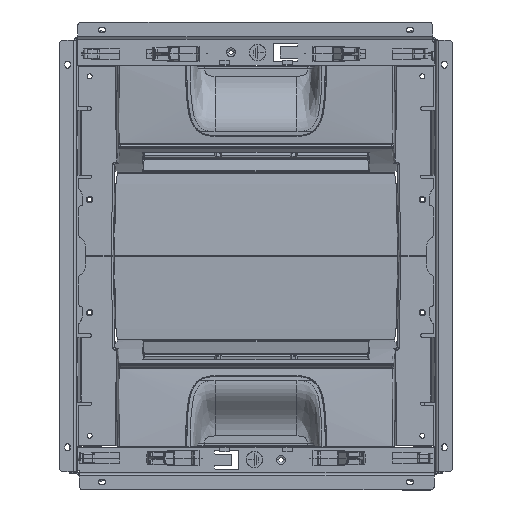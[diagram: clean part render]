
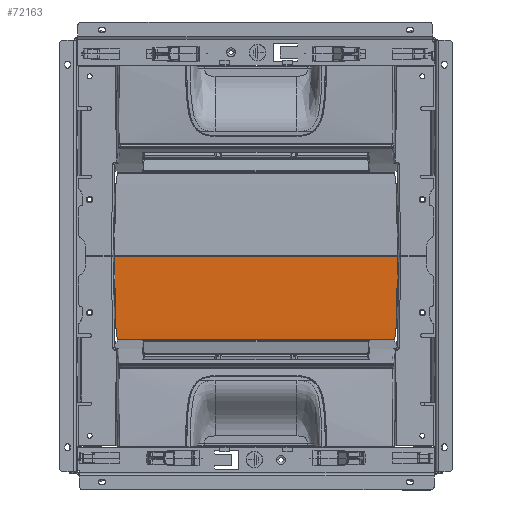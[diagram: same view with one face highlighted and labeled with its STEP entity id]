
A CAD part, top view. The second image highlights one B-rep face of the part: STEP entity #72163.
In plain terms, the highlighted cylindrical face has radius 700 mm (diameter 1400 mm), a partial arc.
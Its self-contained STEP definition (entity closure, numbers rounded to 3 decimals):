
#72123=AXIS2_PLACEMENT_3D('Cylinder Axis2P3D',#72120,#72121,#72122) ;
#65641=CARTESIAN_POINT('Vertex',(-49.988,83.465,2.213)) ;
#65645=CARTESIAN_POINT('Control Point',(-43.606,83.808,2.64)) ;
#65646=CARTESIAN_POINT('Control Point',(-45.734,83.694,2.508)) ;
#65647=CARTESIAN_POINT('Control Point',(-47.862,83.58,2.365)) ;
#65648=CARTESIAN_POINT('Control Point',(-49.988,83.465,2.213)) ;
#65649=CARTESIAN_POINT('Vertex',(-43.606,83.808,2.64)) ;
#66337=CARTESIAN_POINT('Vertex',(-49.988,-83.465,2.213)) ;
#66340=CARTESIAN_POINT('Line Origine',(-49.988,-2.401,2.213)) ;
#68650=CARTESIAN_POINT('Vertex',(-0.2,85.098,4.)) ;
#68659=CARTESIAN_POINT('Vertex',(-43.606,84.316,2.64)) ;
#68663=CARTESIAN_POINT('Control Point',(-43.606,84.316,2.64)) ;
#68664=CARTESIAN_POINT('Control Point',(-35.044,84.475,3.175)) ;
#68665=CARTESIAN_POINT('Control Point',(-26.473,84.632,3.578)) ;
#68666=CARTESIAN_POINT('Control Point',(-17.896,84.787,3.85)) ;
#68667=CARTESIAN_POINT('Control Point',(-9.209,84.941,3.992)) ;
#68668=CARTESIAN_POINT('Control Point',(-0.522,85.093,4.)) ;
#68669=CARTESIAN_POINT('Control Point',(-0.415,85.095,4.)) ;
#68670=CARTESIAN_POINT('Control Point',(-0.307,85.096,4.)) ;
#68671=CARTESIAN_POINT('Control Point',(-0.2,85.098,4.)) ;
#71605=CARTESIAN_POINT('Line Origine',(-43.606,84.062,2.64)) ;
#72120=CARTESIAN_POINT('Axis2P3D Location',(0.,43.75,-696.)) ;
#72126=CARTESIAN_POINT('Control Point',(-43.606,-83.808,2.64)) ;
#72127=CARTESIAN_POINT('Control Point',(-45.734,-83.694,2.508)) ;
#72128=CARTESIAN_POINT('Control Point',(-47.862,-83.58,2.365)) ;
#72129=CARTESIAN_POINT('Control Point',(-49.988,-83.465,2.213)) ;
#72130=CARTESIAN_POINT('Vertex',(-43.606,-83.808,2.64)) ;
#72133=CARTESIAN_POINT('Line Origine',(-43.606,43.75,2.64)) ;
#72137=CARTESIAN_POINT('Vertex',(-43.606,-84.316,2.64)) ;
#72141=CARTESIAN_POINT('Control Point',(-43.606,-84.316,2.64)) ;
#72142=CARTESIAN_POINT('Control Point',(-29.157,-84.585,3.542)) ;
#72143=CARTESIAN_POINT('Control Point',(-14.678,-84.845,3.996)) ;
#72144=CARTESIAN_POINT('Control Point',(-0.2,-85.098,4.)) ;
#72145=CARTESIAN_POINT('Vertex',(-0.2,-85.098,4.)) ;
#72148=CARTESIAN_POINT('Line Origine',(-0.2,43.75,4.)) ;
#66341=DIRECTION('Vector Direction',(0.,1.,0.)) ;
#71606=DIRECTION('Vector Direction',(0.,1.,0.)) ;
#72121=DIRECTION('Axis2P3D Direction',(0.,1.,0.)) ;
#72122=DIRECTION('Axis2P3D XDirection',(-0.072,0.,0.997)) ;
#72134=DIRECTION('Vector Direction',(0.,1.,0.)) ;
#72149=DIRECTION('Vector Direction',(0.,1.,0.)) ;
#66342=VECTOR('Line Direction',#66341,1.) ;
#71607=VECTOR('Line Direction',#71606,1.) ;
#72135=VECTOR('Line Direction',#72134,1.) ;
#72150=VECTOR('Line Direction',#72149,1.) ;
#72154=ORIENTED_EDGE('',*,*,#66344,.T.) ;
#72155=ORIENTED_EDGE('',*,*,#72132,.F.) ;
#72156=ORIENTED_EDGE('',*,*,#72139,.T.) ;
#72157=ORIENTED_EDGE('',*,*,#72147,.T.) ;
#72158=ORIENTED_EDGE('',*,*,#72152,.F.) ;
#72159=ORIENTED_EDGE('',*,*,#68672,.T.) ;
#72160=ORIENTED_EDGE('',*,*,#71609,.F.) ;
#72161=ORIENTED_EDGE('',*,*,#65651,.T.) ;
#72163=ADVANCED_FACE('Corps principal',(#72162),#72124,.T.) ;
#65644=B_SPLINE_CURVE_WITH_KNOTS('',3,(#65645,#65646,#65647,#65648),.UNSPECIFIED.,.F.,.U.,(4,4),(0.072,9.131),.UNSPECIFIED.) ;
#68662=B_SPLINE_CURVE_WITH_KNOTS('',5,(#68663,#68664,#68665,#68666,#68667,#68668,#68669,#68670,#68671),.UNSPECIFIED.,.F.,.U.,(6,3,6),(32.111,92.809,93.569),.UNSPECIFIED.) ;
#72125=B_SPLINE_CURVE_WITH_KNOTS('',3,(#72126,#72127,#72128,#72129),.UNSPECIFIED.,.F.,.U.,(4,4),(0.072,9.131),.UNSPECIFIED.) ;
#72140=B_SPLINE_CURVE_WITH_KNOTS('',3,(#72141,#72142,#72143,#72144),.UNSPECIFIED.,.F.,.U.,(4,4),(32.111,93.569),.UNSPECIFIED.) ;
#72124=CYLINDRICAL_SURFACE('generated cylinder',#72123,700.) ;
#65651=EDGE_CURVE('',#65650,#65642,#65644,.T.) ;
#66344=EDGE_CURVE('',#65642,#66338,#66343,.F.) ;
#68672=EDGE_CURVE('',#68651,#68660,#68662,.F.) ;
#71609=EDGE_CURVE('',#65650,#68660,#71608,.T.) ;
#72132=EDGE_CURVE('',#72131,#66338,#72125,.T.) ;
#72139=EDGE_CURVE('',#72131,#72138,#72136,.F.) ;
#72147=EDGE_CURVE('',#72138,#72146,#72140,.T.) ;
#72152=EDGE_CURVE('',#68651,#72146,#72151,.F.) ;
#72153=EDGE_LOOP('',(#72154,#72155,#72156,#72157,#72158,#72159,#72160,#72161)) ;
#72162=FACE_OUTER_BOUND('',#72153,.T.) ;
#66343=LINE('Line',#66340,#66342) ;
#71608=LINE('Line',#71605,#71607) ;
#72136=LINE('Line',#72133,#72135) ;
#72151=LINE('Line',#72148,#72150) ;
#65642=VERTEX_POINT('',#65641) ;
#65650=VERTEX_POINT('',#65649) ;
#66338=VERTEX_POINT('',#66337) ;
#68651=VERTEX_POINT('',#68650) ;
#68660=VERTEX_POINT('',#68659) ;
#72131=VERTEX_POINT('',#72130) ;
#72138=VERTEX_POINT('',#72137) ;
#72146=VERTEX_POINT('',#72145) ;
